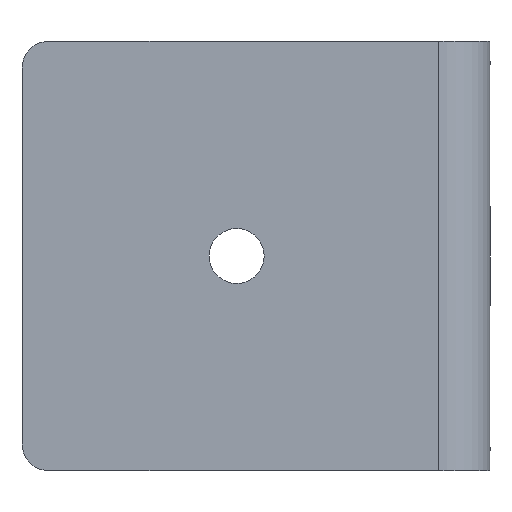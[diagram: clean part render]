
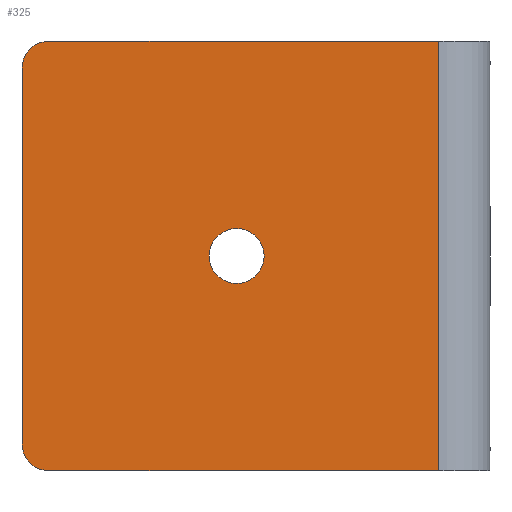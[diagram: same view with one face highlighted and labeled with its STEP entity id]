
A CAD part, front view. The second image highlights one B-rep face of the part: STEP entity #325.
In plain terms, the highlighted planar face has unit normal (0, -1, 0).
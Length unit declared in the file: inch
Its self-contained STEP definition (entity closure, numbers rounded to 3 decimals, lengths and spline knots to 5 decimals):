
#17=LINE('',#495,#45);
#24=LINE('',#514,#52);
#25=LINE('',#518,#53);
#26=LINE('',#520,#54);
#45=VECTOR('',#395,0.9075);
#52=VECTOR('',#410,0.9075);
#53=VECTOR('',#413,0.875);
#54=VECTOR('',#416,1.);
#75=PLANE('',#353);
#88=FACE_BOUND('',#119,.T.);
#95=FACE_OUTER_BOUND('',#118,.T.);
#118=EDGE_LOOP('',(#240,#241,#242,#243,#244,#245));
#119=EDGE_LOOP('',(#246));
#139=CIRCLE('',#347,0.064);
#143=CIRCLE('',#354,0.0625);
#144=CIRCLE('',#355,0.0625);
#155=VERTEX_POINT('',#488);
#157=VERTEX_POINT('',#493);
#158=VERTEX_POINT('',#494);
#165=VERTEX_POINT('',#512);
#166=VERTEX_POINT('',#513);
#167=VERTEX_POINT('',#515);
#168=VERTEX_POINT('',#517);
#183=EDGE_CURVE('',#155,#155,#139,.T.);
#185=EDGE_CURVE('',#157,#158,#17,.T.);
#194=EDGE_CURVE('',#165,#166,#24,.T.);
#195=EDGE_CURVE('',#165,#167,#143,.T.);
#196=EDGE_CURVE('',#168,#167,#25,.T.);
#197=EDGE_CURVE('',#168,#158,#144,.T.);
#198=EDGE_CURVE('',#157,#166,#26,.T.);
#240=ORIENTED_EDGE('',*,*,#194,.F.);
#241=ORIENTED_EDGE('',*,*,#195,.T.);
#242=ORIENTED_EDGE('',*,*,#196,.F.);
#243=ORIENTED_EDGE('',*,*,#197,.T.);
#244=ORIENTED_EDGE('',*,*,#185,.F.);
#245=ORIENTED_EDGE('',*,*,#198,.T.);
#246=ORIENTED_EDGE('',*,*,#183,.T.);
#325=ADVANCED_FACE('',(#95,#88),#75,.T.);
#347=AXIS2_PLACEMENT_3D('',#489,#389,#390);
#353=AXIS2_PLACEMENT_3D('',#511,#408,#409);
#354=AXIS2_PLACEMENT_3D('',#516,#411,#412);
#355=AXIS2_PLACEMENT_3D('',#519,#414,#415);
#389=DIRECTION('center_axis',(0.,1.,0.));
#390=DIRECTION('ref_axis',(0.,0.,1.));
#395=DIRECTION('',(-1.,0.,0.));
#408=DIRECTION('center_axis',(0.,-1.,0.));
#409=DIRECTION('ref_axis',(0.,0.,-1.));
#410=DIRECTION('',(1.,0.,0.));
#411=DIRECTION('center_axis',(0.,-1.,0.));
#412=DIRECTION('ref_axis',(0.,0.,-1.));
#413=DIRECTION('',(0.,0.,1.));
#414=DIRECTION('center_axis',(0.,-1.,0.));
#415=DIRECTION('ref_axis',(0.,0.,-1.));
#416=DIRECTION('',(0.,0.,1.));
#488=CARTESIAN_POINT('',(0.5,0.,-0.436));
#489=CARTESIAN_POINT('Origin',(0.5,0.,-0.5));
#493=CARTESIAN_POINT('',(0.97,0.,-1.));
#494=CARTESIAN_POINT('',(0.0625,0.,-1.));
#495=CARTESIAN_POINT('',(0.,0.,-1.));
#511=CARTESIAN_POINT('Origin',(0.,0.,-1.));
#512=CARTESIAN_POINT('',(0.0625,0.,0.));
#513=CARTESIAN_POINT('',(0.97,0.,0.));
#514=CARTESIAN_POINT('',(0.,0.,0.));
#515=CARTESIAN_POINT('',(0.,0.,-0.0625));
#516=CARTESIAN_POINT('Origin',(0.0625,0.,-0.0625));
#517=CARTESIAN_POINT('',(0.,0.,-0.9375));
#518=CARTESIAN_POINT('',(0.,0.,-1.));
#519=CARTESIAN_POINT('Origin',(0.0625,0.,-0.9375));
#520=CARTESIAN_POINT('',(0.97,0.,-1.));
